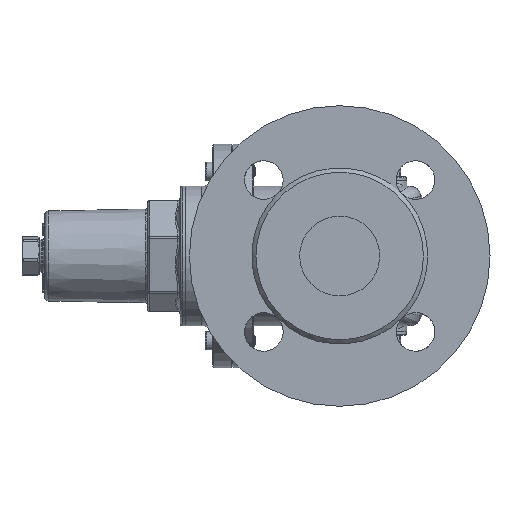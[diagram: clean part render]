
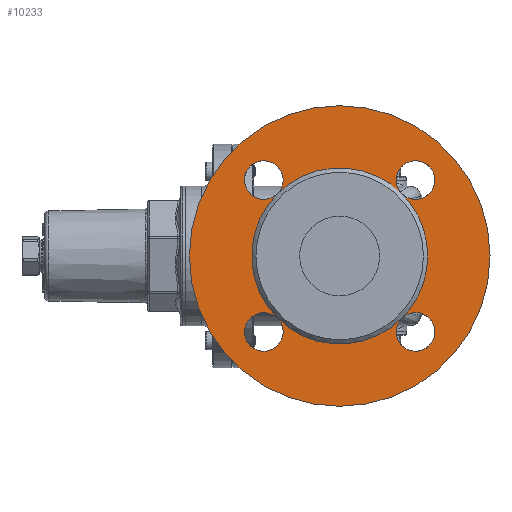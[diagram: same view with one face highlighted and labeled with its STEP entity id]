
A CAD part, left-side view. The second image highlights one B-rep face of the part: STEP entity #10233.
In plain terms, the highlighted planar face has unit normal (-1, 0, 0).
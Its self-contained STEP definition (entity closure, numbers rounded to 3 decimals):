
#1248=FACE_BOUND('',#2163,.T.);
#1319=PLANE('',#10965);
#1528=FACE_OUTER_BOUND('',#2162,.T.);
#2162=EDGE_LOOP('',(#7069));
#2163=EDGE_LOOP('',(#7070,#7071,#7072,#7073,#7074,#7075,#7076,#7077,#7078,
#7079,#7080,#7081,#7082));
#3623=CIRCLE('',#10943,9.);
#3624=CIRCLE('',#10944,9.);
#3625=CIRCLE('',#10946,9.);
#3626=CIRCLE('',#10947,9.);
#3627=CIRCLE('',#10949,9.);
#3628=CIRCLE('',#10950,9.);
#3629=CIRCLE('',#10952,9.);
#3630=CIRCLE('',#10953,9.);
#3632=CIRCLE('',#10956,70.);
#3639=CIRCLE('',#10966,41.);
#3640=CIRCLE('',#10967,41.);
#3641=CIRCLE('',#10968,41.);
#3642=CIRCLE('',#10969,41.);
#3643=CIRCLE('',#10970,41.);
#4087=VERTEX_POINT('',#14351);
#4088=VERTEX_POINT('',#14352);
#4091=VERTEX_POINT('',#14397);
#4092=VERTEX_POINT('',#14398);
#4095=VERTEX_POINT('',#14443);
#4096=VERTEX_POINT('',#14444);
#4099=VERTEX_POINT('',#14489);
#4100=VERTEX_POINT('',#14490);
#4105=VERTEX_POINT('',#14538);
#4113=VERTEX_POINT('',#14630);
#5228=EDGE_CURVE('',#4087,#4088,#3623,.T.);
#5229=EDGE_CURVE('',#4088,#4087,#3624,.T.);
#5233=EDGE_CURVE('',#4091,#4092,#3625,.T.);
#5234=EDGE_CURVE('',#4092,#4091,#3626,.T.);
#5238=EDGE_CURVE('',#4095,#4096,#3627,.T.);
#5239=EDGE_CURVE('',#4096,#4095,#3628,.T.);
#5243=EDGE_CURVE('',#4099,#4100,#3629,.T.);
#5244=EDGE_CURVE('',#4100,#4099,#3630,.T.);
#5250=EDGE_CURVE('',#4105,#4105,#3632,.T.);
#5259=EDGE_CURVE('',#4099,#4087,#3639,.T.);
#5260=EDGE_CURVE('',#4087,#4091,#3640,.T.);
#5261=EDGE_CURVE('',#4091,#4113,#3641,.T.);
#5262=EDGE_CURVE('',#4113,#4095,#3642,.T.);
#5263=EDGE_CURVE('',#4095,#4099,#3643,.T.);
#7069=ORIENTED_EDGE('',*,*,#5250,.F.);
#7070=ORIENTED_EDGE('',*,*,#5259,.T.);
#7071=ORIENTED_EDGE('',*,*,#5228,.T.);
#7072=ORIENTED_EDGE('',*,*,#5229,.T.);
#7073=ORIENTED_EDGE('',*,*,#5260,.T.);
#7074=ORIENTED_EDGE('',*,*,#5233,.T.);
#7075=ORIENTED_EDGE('',*,*,#5234,.T.);
#7076=ORIENTED_EDGE('',*,*,#5261,.T.);
#7077=ORIENTED_EDGE('',*,*,#5262,.T.);
#7078=ORIENTED_EDGE('',*,*,#5238,.T.);
#7079=ORIENTED_EDGE('',*,*,#5239,.T.);
#7080=ORIENTED_EDGE('',*,*,#5263,.T.);
#7081=ORIENTED_EDGE('',*,*,#5243,.T.);
#7082=ORIENTED_EDGE('',*,*,#5244,.T.);
#10233=ADVANCED_FACE('',(#1528,#1248),#1319,.T.);
#10943=AXIS2_PLACEMENT_3D('',#14353,#11964,#11965);
#10944=AXIS2_PLACEMENT_3D('',#14354,#11966,#11967);
#10946=AXIS2_PLACEMENT_3D('',#14399,#11971,#11972);
#10947=AXIS2_PLACEMENT_3D('',#14400,#11973,#11974);
#10949=AXIS2_PLACEMENT_3D('',#14445,#11978,#11979);
#10950=AXIS2_PLACEMENT_3D('',#14446,#11980,#11981);
#10952=AXIS2_PLACEMENT_3D('',#14491,#11985,#11986);
#10953=AXIS2_PLACEMENT_3D('',#14492,#11987,#11988);
#10956=AXIS2_PLACEMENT_3D('',#14540,#11995,#11996);
#10965=AXIS2_PLACEMENT_3D('',#14627,#12013,#12014);
#10966=AXIS2_PLACEMENT_3D('',#14628,#12015,#12016);
#10967=AXIS2_PLACEMENT_3D('',#14629,#12017,#12018);
#10968=AXIS2_PLACEMENT_3D('',#14631,#12019,#12020);
#10969=AXIS2_PLACEMENT_3D('',#14632,#12021,#12022);
#10970=AXIS2_PLACEMENT_3D('',#14633,#12023,#12024);
#11964=DIRECTION('center_axis',(1.,0.,0.));
#11965=DIRECTION('ref_axis',(0.,1.,0.));
#11966=DIRECTION('center_axis',(1.,0.,0.));
#11967=DIRECTION('ref_axis',(0.,1.,0.));
#11971=DIRECTION('center_axis',(1.,0.,0.));
#11972=DIRECTION('ref_axis',(0.,0.,
1.));
#11973=DIRECTION('center_axis',(1.,0.,0.));
#11974=DIRECTION('ref_axis',(0.,0.,
1.));
#11978=DIRECTION('center_axis',(1.,0.,0.));
#11979=DIRECTION('ref_axis',(0.,-1.,0.));
#11980=DIRECTION('center_axis',(1.,0.,0.));
#11981=DIRECTION('ref_axis',(0.,-1.,0.));
#11985=DIRECTION('center_axis',(1.,0.,0.));
#11986=DIRECTION('ref_axis',(0.,0.,
-1.));
#11987=DIRECTION('center_axis',(1.,0.,0.));
#11988=DIRECTION('ref_axis',(0.,0.,
-1.));
#11995=DIRECTION('center_axis',(1.,0.,0.));
#11996=DIRECTION('ref_axis',(0.,0.,
-1.));
#12013=DIRECTION('center_axis',(-1.,0.,0.));
#12014=DIRECTION('ref_axis',(0.,0.,
1.));
#12015=DIRECTION('center_axis',(1.,0.,0.));
#12016=DIRECTION('ref_axis',(0.,0.,
-1.));
#12017=DIRECTION('center_axis',(1.,0.,0.));
#12018=DIRECTION('ref_axis',(0.,0.,
-1.));
#12019=DIRECTION('center_axis',(1.,0.,0.));
#12020=DIRECTION('ref_axis',(0.,0.,
-1.));
#12021=DIRECTION('center_axis',(1.,0.,0.));
#12022=DIRECTION('ref_axis',(0.,0.,
-1.));
#12023=DIRECTION('center_axis',(1.,0.,0.));
#12024=DIRECTION('ref_axis',(0.,0.,
-1.));
#14351=CARTESIAN_POINT('',(-88.,28.991,28.991));
#14352=CARTESIAN_POINT('',(-88.,26.355,35.355));
#14353=CARTESIAN_POINT('Origin',(-88.,35.355,35.355));
#14354=CARTESIAN_POINT('Origin',(-88.,35.355,35.355));
#14397=CARTESIAN_POINT('',(-88.,-28.991,28.991));
#14398=CARTESIAN_POINT('',(-88.,-35.355,26.355));
#14399=CARTESIAN_POINT('Origin',(-88.,-35.355,35.355));
#14400=CARTESIAN_POINT('Origin',(-88.,-35.355,35.355));
#14443=CARTESIAN_POINT('',(-88.,-28.991,-28.991));
#14444=CARTESIAN_POINT('',(-88.,-26.355,-35.355));
#14445=CARTESIAN_POINT('Origin',(-88.,-35.355,-35.355));
#14446=CARTESIAN_POINT('Origin',(-88.,-35.355,-35.355));
#14489=CARTESIAN_POINT('',(-88.,28.991,-28.991));
#14490=CARTESIAN_POINT('',(-88.,35.355,-26.355));
#14491=CARTESIAN_POINT('Origin',(-88.,35.355,-35.355));
#14492=CARTESIAN_POINT('Origin',(-88.,35.355,-35.355));
#14538=CARTESIAN_POINT('',(-88.,-70.,0.));
#14540=CARTESIAN_POINT('Origin',(-88.,0.,0.));
#14627=CARTESIAN_POINT('Origin',(-88.,70.,0.));
#14628=CARTESIAN_POINT('Origin',(-88.,0.,0.));
#14629=CARTESIAN_POINT('Origin',(-88.,0.,0.));
#14630=CARTESIAN_POINT('',(-88.,-41.,0.));
#14631=CARTESIAN_POINT('Origin',(-88.,0.,0.));
#14632=CARTESIAN_POINT('Origin',(-88.,0.,0.));
#14633=CARTESIAN_POINT('Origin',(-88.,0.,0.));
